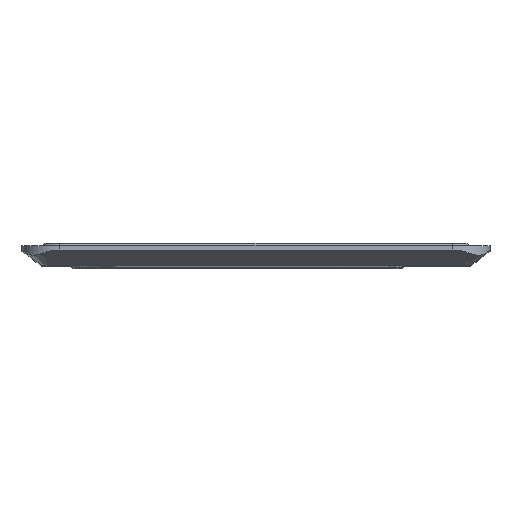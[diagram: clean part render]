
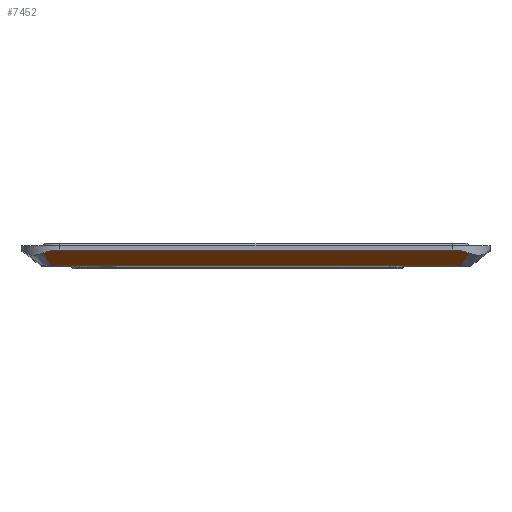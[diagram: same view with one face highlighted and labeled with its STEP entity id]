
A CAD part, top view. The second image highlights one B-rep face of the part: STEP entity #7452.
In plain terms, the highlighted free-form (B-spline) face has degree [1, 1] with [2, 2] control points.
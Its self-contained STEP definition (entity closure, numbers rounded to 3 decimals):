
#6998=CARTESIAN_POINT('',(-39.646,-1.881,67.253));
#6999=VERTEX_POINT('',#6998);
#7048=CARTESIAN_POINT('',(-38.211,-4.1,64.4));
#7049=VERTEX_POINT('',#7048);
#7078=CARTESIAN_POINT('',(-38.929,-2.99,65.827));
#7079=VERTEX_POINT('',#7078);
#7080=CARTESIAN_POINT('',(-38.929,-2.99,65.827));
#7081=CARTESIAN_POINT('',(-38.824,-3.153,65.618));
#7082=CARTESIAN_POINT('',(-38.719,-3.315,65.41));
#7083=CARTESIAN_POINT('',(-38.614,-3.477,65.201));
#7084=CARTESIAN_POINT('',(-38.48,-3.684,64.934));
#7085=CARTESIAN_POINT('',(-38.345,-3.892,64.667));
#7086=CARTESIAN_POINT('',(-38.211,-4.1,64.4));
#7087=B_SPLINE_CURVE_WITH_KNOTS('',3,(#7080,#7081,#7082,#7083,#7084,#7085,#7086),.UNSPECIFIED.,.F.,.U.,(4,3,4),(0.753,0.785,0.826),.UNSPECIFIED.);
#7088=EDGE_CURVE('',#7079,#7049,#7087,.T.);
#7090=CARTESIAN_POINT('',(-39.646,-1.881,67.253));
#7091=CARTESIAN_POINT('',(-39.407,-2.251,66.778));
#7092=CARTESIAN_POINT('',(-39.168,-2.621,66.302));
#7093=CARTESIAN_POINT('',(-38.929,-2.99,65.827));
#7094=B_SPLINE_CURVE_WITH_KNOTS('',3,(#7090,#7091,#7092,#7093),.UNSPECIFIED.,.F.,.U.,(4,4),(0.68,0.753),.UNSPECIFIED.);
#7095=EDGE_CURVE('',#6999,#7079,#7094,.T.);
#7137=CARTESIAN_POINT('',(-36.5,-1.3,68.));
#7138=VERTEX_POINT('',#7137);
#7139=CARTESIAN_POINT('',(-36.5,-1.3,68.));
#7140=CARTESIAN_POINT('',(-38.162,-1.3,68.));
#7141=CARTESIAN_POINT('',(-39.646,-1.881,67.253));
#7149=(BOUNDED_CURVE()B_SPLINE_CURVE(2,(#7139,#7140,#7141),.UNSPECIFIED.,.F.,.U.)CURVE()GEOMETRIC_REPRESENTATION_ITEM()QUASI_UNIFORM_CURVE()RATIONAL_B_SPLINE_CURVE((1.0,0.973,1.0))REPRESENTATION_ITEM(''));
#7150=EDGE_CURVE('',#7138,#6999,#7149,.T.);
#7206=CARTESIAN_POINT('',(39.646,-1.881,67.253));
#7207=VERTEX_POINT('',#7206);
#7233=CARTESIAN_POINT('',(38.929,-2.99,65.827));
#7234=VERTEX_POINT('',#7233);
#7235=CARTESIAN_POINT('',(38.929,-2.99,65.827));
#7236=CARTESIAN_POINT('',(39.168,-2.621,66.302));
#7237=CARTESIAN_POINT('',(39.407,-2.251,66.778));
#7238=CARTESIAN_POINT('',(39.646,-1.881,67.253));
#7239=B_SPLINE_CURVE_WITH_KNOTS('',3,(#7235,#7236,#7237,#7238),.UNSPECIFIED.,.F.,.U.,(4,4),(0.247,0.32),.UNSPECIFIED.);
#7240=EDGE_CURVE('',#7234,#7207,#7239,.T.);
#7242=CARTESIAN_POINT('',(38.211,-4.1,64.4));
#7243=VERTEX_POINT('',#7242);
#7244=CARTESIAN_POINT('',(38.211,-4.1,64.4));
#7245=CARTESIAN_POINT('',(38.345,-3.892,64.667));
#7246=CARTESIAN_POINT('',(38.48,-3.684,64.934));
#7247=CARTESIAN_POINT('',(38.614,-3.477,65.201));
#7248=CARTESIAN_POINT('',(38.719,-3.315,65.41));
#7249=CARTESIAN_POINT('',(38.824,-3.153,65.618));
#7250=CARTESIAN_POINT('',(38.929,-2.99,65.827));
#7251=B_SPLINE_CURVE_WITH_KNOTS('',3,(#7244,#7245,#7246,#7247,#7248,#7249,#7250),.UNSPECIFIED.,.F.,.U.,(4,3,4),(0.174,0.215,0.247),.UNSPECIFIED.);
#7252=EDGE_CURVE('',#7243,#7234,#7251,.T.);
#7320=CARTESIAN_POINT('',(36.5,-1.3,68.));
#7321=VERTEX_POINT('',#7320);
#7329=CARTESIAN_POINT('',(39.646,-1.881,67.253));
#7330=CARTESIAN_POINT('',(38.162,-1.3,68.));
#7331=CARTESIAN_POINT('',(36.5,-1.3,68.));
#7339=(BOUNDED_CURVE()B_SPLINE_CURVE(2,(#7329,#7330,#7331),.UNSPECIFIED.,.F.,.U.)CURVE()GEOMETRIC_REPRESENTATION_ITEM()QUASI_UNIFORM_CURVE()RATIONAL_B_SPLINE_CURVE((1.0,0.973,1.0))REPRESENTATION_ITEM(''));
#7340=EDGE_CURVE('',#7207,#7321,#7339,.T.);
#7429=CARTESIAN_POINT('',(-43.607,-4.24,64.22));
#7430=CARTESIAN_POINT('',(-43.607,-1.16,68.18));
#7431=CARTESIAN_POINT('',(43.607,-4.24,64.22));
#7432=CARTESIAN_POINT('',(43.607,-1.16,68.18));
#7433=B_SPLINE_SURFACE_WITH_KNOTS('',1,1,((#7429,#7431),(#7430,#7432)),.UNSPECIFIED.,.F.,.F.,.U.,(2,2),(2,2),(0.0,5.016),(0.0,87.214),.UNSPECIFIED.);
#7434=ORIENTED_EDGE('',*,*,#7150,.T.);
#7435=ORIENTED_EDGE('',*,*,#7095,.T.);
#7436=ORIENTED_EDGE('',*,*,#7088,.T.);
#7437=CARTESIAN_POINT('',(38.211,-4.1,64.4));
#7438=CARTESIAN_POINT('',(-38.211,-4.1,64.4));
#7439=QUASI_UNIFORM_CURVE('',1,(#7437,#7438),.UNSPECIFIED.,.F.,.U.);
#7440=EDGE_CURVE('',#7243,#7049,#7439,.T.);
#7441=ORIENTED_EDGE('',*,*,#7440,.F.);
#7442=ORIENTED_EDGE('',*,*,#7252,.T.);
#7443=ORIENTED_EDGE('',*,*,#7240,.T.);
#7444=ORIENTED_EDGE('',*,*,#7340,.T.);
#7445=CARTESIAN_POINT('',(-36.5,-1.3,68.));
#7446=CARTESIAN_POINT('',(36.5,-1.3,68.));
#7447=QUASI_UNIFORM_CURVE('',1,(#7445,#7446),.UNSPECIFIED.,.F.,.U.);
#7448=EDGE_CURVE('',#7138,#7321,#7447,.T.);
#7449=ORIENTED_EDGE('',*,*,#7448,.F.);
#7450=EDGE_LOOP('',(#7434,#7435,#7436,#7441,#7442,#7443,#7444,#7449));
#7451=FACE_OUTER_BOUND('',#7450,.T.);
#7452=ADVANCED_FACE('',(#7451),#7433,.F.);
